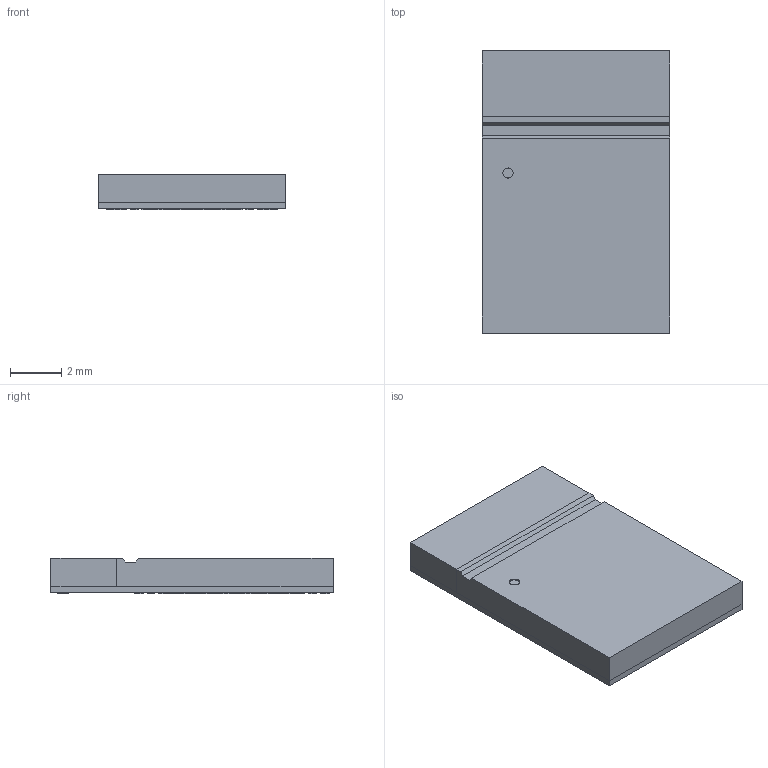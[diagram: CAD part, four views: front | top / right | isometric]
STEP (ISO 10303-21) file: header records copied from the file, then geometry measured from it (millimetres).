
FILE_DESCRIPTION(('FreeCAD Model'),'2;1');
FILE_NAME('Open CASCADE Shape Model','2024-06-12T12:38:14',(''),(''), 'Open CASCADE STEP processor 7.6','FreeCAD','Unknown');
FILE_SCHEMA(('AUTOMOTIVE_DESIGN { 1 0 10303 214 1 1 1 1 }'));
Length unit declared in the file: millimetre
Products named in the file (5): ST_SiP_LGA_86_11x7_3mm; Substrate; Pin1_Indicator; Pads; Can
Assembly tree (4 placements, depth 2):
  ST_SiP_LGA_86_11x7_3mm
    Substrate
    Pin1_Indicator
    Pads
    Can
Bounding box: 7.3 x 11 x 1.38 mm (x, y, z)
Volume: 107.8 mm3; surface area: 389.3 mm2
Topology: 89 solids, 89 shells, 541 faces, 1085 edges, 722 vertices
Faces by surface type: bspline 516, plane 23, cylinder 2
Full cylindrical faces by diameter (mm): 0.4 x2
Entity records: 13420 total; most frequent: CARTESIAN_POINT 4933, ORIENTED_EDGE 2170, EDGE_CURVE 1085, B_SPLINE_CURVE_WITH_KNOTS 1032, VERTEX_POINT 722, FACE_BOUND 543, EDGE_LOOP 543, ADVANCED_FACE 541
